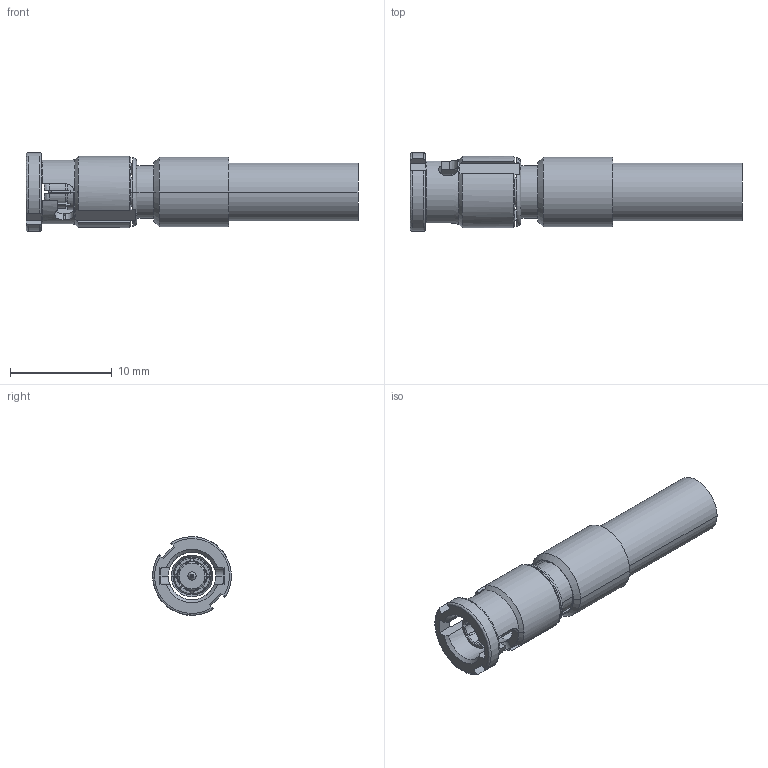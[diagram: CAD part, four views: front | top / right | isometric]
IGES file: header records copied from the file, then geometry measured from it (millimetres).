
Start section:  PTC IGES file: 34-1037.igs
Global section: file name: 34-1037.igs; native system: Pro/ENGINEER by Parametric Technology Corporation; preprocessor: 2010280; author: rkarthik; organization: Unknown; date: 20120611.173900; units: millimetre
Bounding box: 32.64 x 7.73 x 7.73 mm (x, y, z)
Surface area: 1259.8 mm2 (no closed solid volume)
Topology: 0 solids, 0 shells, 133 faces, 758 edges, 758 vertices
Faces by surface type: revolution 86, bspline 47
